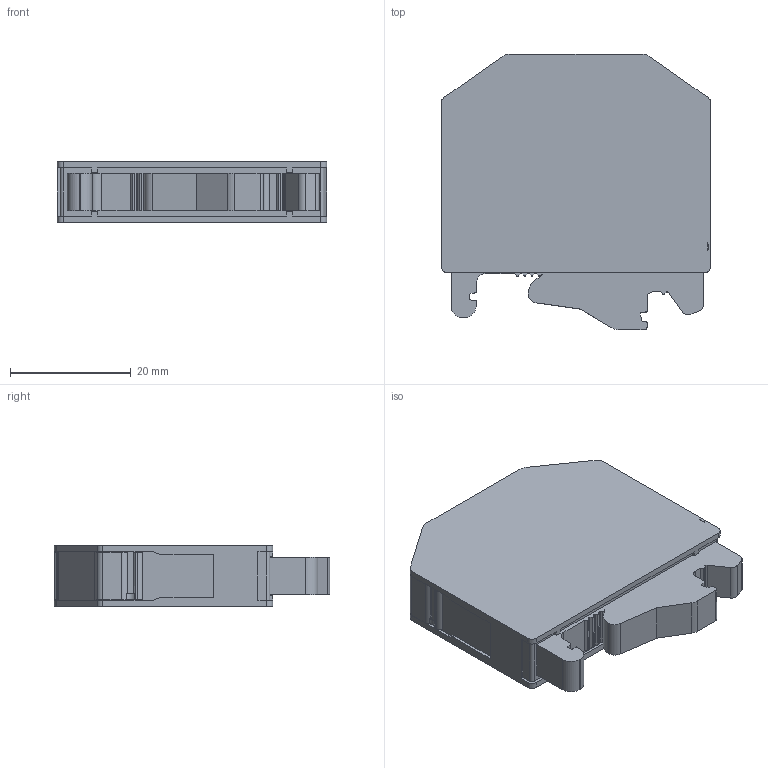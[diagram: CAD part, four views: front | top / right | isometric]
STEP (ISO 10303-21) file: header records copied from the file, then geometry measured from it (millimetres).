
FILE_DESCRIPTION (( 'STEP AP214' ), '1' );
FILE_NAME ('336590_PB 2,5T.STP', '2015-08-07T10:21:05', ( '' ), ( '' ), 'SwSTEP 2.0', 'SolidWorks 2015', '' );
FILE_SCHEMA (( 'AUTOMOTIVE_DESIGN' ));
Length unit declared in the file: millimetre
Products named in the file (1): 336590_PB 2,5T
Bounding box: 44.7 x 45.67 x 10 mm (x, y, z)
Volume: 16401.9 mm3; surface area: 5516.8 mm2
Topology: 1 solids, 1 shells, 213 faces, 631 edges, 425 vertices
Faces by surface type: plane 127, cylinder 86
Entity records: 9359 total; most frequent: CARTESIAN_POINT 1270, ORIENTED_EDGE 1262, DIRECTION 1239, EDGE_CURVE 631, LINE 451, VECTOR 451, VERTEX_POINT 425, AXIS2_PLACEMENT_3D 394
